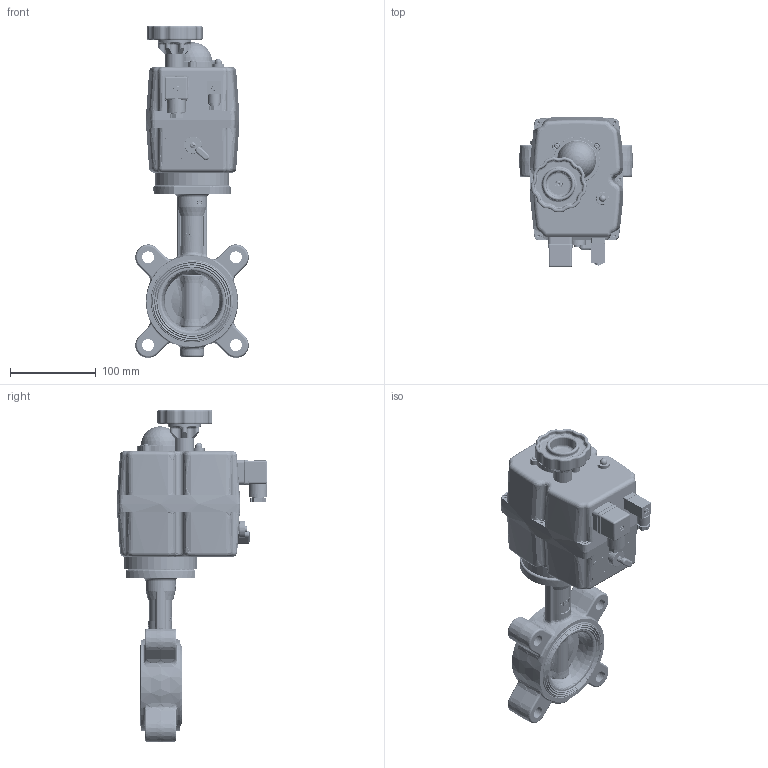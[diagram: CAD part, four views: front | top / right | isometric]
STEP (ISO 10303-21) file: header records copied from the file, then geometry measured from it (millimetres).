
FILE_DESCRIPTION (( 'STEP AP214' ), '1' );
FILE_NAME ('AK211-FERGO-DN65-Elektroschwenkantrieb-EL.STEP', '2022-09-01T09:12:01', ( '' ), ( '' ), 'SwSTEP 2.0', 'SolidWorks 2022', '' );
FILE_SCHEMA (( 'AUTOMOTIVE_DESIGN' ));
Length unit declared in the file: millimetre
Products named in the file (4): J&J S-20+35; Flanschadapter 15mm; AK211-FERGO-DN65-Elektroschwenkantrieb-EL; AK211DN65
Assembly tree (3 placements, depth 2):
  AK211-FERGO-DN65-Elektroschwenkantrieb-EL
    AK211DN65
    Flanschadapter 15mm
    J&J S-20+35
Bounding box: 132.48 x 176.14 x 387.27 mm (x, y, z)
Volume: 1109266.1 mm3; surface area: 384353.4 mm2
Topology: 58 solids, 58 shells, 5678 faces, 14075 edges, 8585 vertices
Faces by surface type: cylinder 1738, plane 1409, cone 1191, torus 660, bspline 542, sphere 138
Entity records: 229921 total; most frequent: CARTESIAN_POINT 88671, DIRECTION 28801, ORIENTED_EDGE 27850, EDGE_CURVE 13925, AXIS2_PLACEMENT_3D 11657, VERTEX_POINT 8579, CIRCLE 6515, EDGE_LOOP 6086
